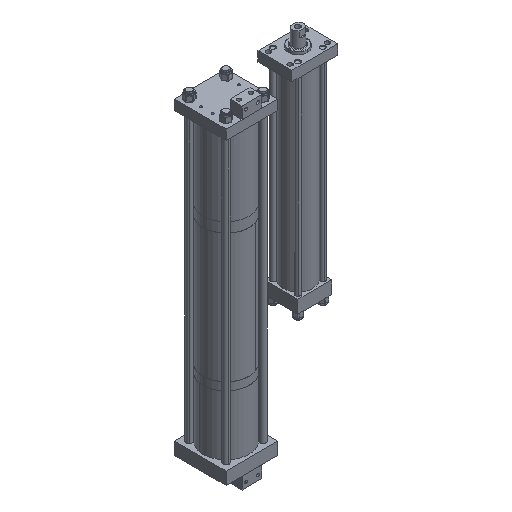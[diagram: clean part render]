
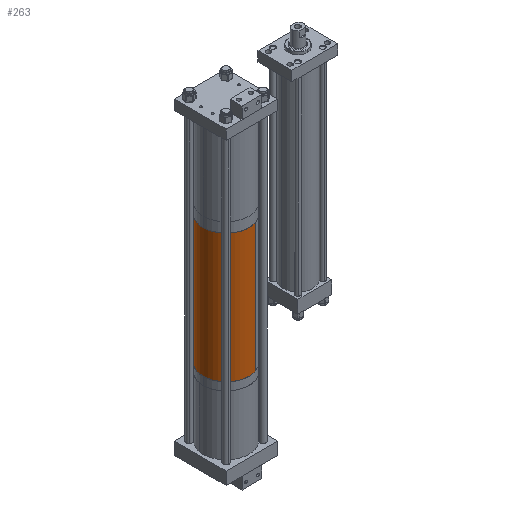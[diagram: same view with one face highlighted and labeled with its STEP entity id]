
A CAD part, isometric view. The second image highlights one B-rep face of the part: STEP entity #263.
In plain terms, the highlighted cylindrical face has radius 73.025 mm (diameter 146.05 mm), a partial arc.
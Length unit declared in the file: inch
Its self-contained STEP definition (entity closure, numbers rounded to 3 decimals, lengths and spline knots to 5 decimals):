
#263 = ADVANCED_FACE ( 'NONE', ( #6489 ), #16338, .T. ) ;
#642 = DIRECTION ( 'NONE',  ( 0., 0., 1. ) ) ;
#725 = ORIENTED_EDGE ( 'NONE', *, *, #13295, .F. ) ;
#939 = EDGE_LOOP ( 'NONE', ( #725, #12725, #15550, #3462 ) ) ;
#1072 = DIRECTION ( 'NONE',  ( 0., 0., -1. ) ) ;
#1079 = DIRECTION ( 'NONE',  ( 0., 0., -1. ) ) ;
#1777 = CARTESIAN_POINT ( 'NONE',  ( -2.875, 0., 16.132 ) ) ;
#2174 = DIRECTION ( 'NONE',  ( 0., 0., -1. ) ) ;
#3098 = CIRCLE ( 'NONE', #4734, 2.875 ) ;
#3140 = DIRECTION ( 'NONE',  ( 1., 0., 0. ) ) ;
#3462 = ORIENTED_EDGE ( 'NONE', *, *, #13266, .T. ) ;
#3588 = CARTESIAN_POINT ( 'NONE',  ( 2.875, 0., 16.132 ) ) ;
#3608 = AXIS2_PLACEMENT_3D ( 'NONE', #10816, #8401, #3140 ) ;
#4734 = AXIS2_PLACEMENT_3D ( 'NONE', #8334, #642, #8388 ) ;
#5367 = VERTEX_POINT ( 'NONE', #9805 ) ;
#5537 = EDGE_CURVE ( 'NONE', #14205, #14185, #11330, .T. ) ;
#6116 = CARTESIAN_POINT ( 'NONE',  ( -2.875, 0., 16.132 ) ) ;
#6489 = FACE_OUTER_BOUND ( 'NONE', #939, .T. ) ;
#7889 = VERTEX_POINT ( 'NONE', #9878 ) ;
#7903 = VECTOR ( 'NONE', #1079, 39.37008 ) ;
#8030 = CIRCLE ( 'NONE', #3608, 2.875 ) ;
#8334 = CARTESIAN_POINT ( 'NONE',  ( 0., 0., 0. ) ) ;
#8368 = CARTESIAN_POINT ( 'NONE',  ( 0., 0., 16.132 ) ) ;
#8388 = DIRECTION ( 'NONE',  ( 1., 0., 0. ) ) ;
#8401 = DIRECTION ( 'NONE',  ( 0., 0., 1. ) ) ;
#8735 = EDGE_CURVE ( 'NONE', #14205, #5367, #8030, .T. ) ;
#9805 = CARTESIAN_POINT ( 'NONE',  ( 2.875, 0., 16.132 ) ) ;
#9878 = CARTESIAN_POINT ( 'NONE',  ( 2.875, 0., 0. ) ) ;
#10816 = CARTESIAN_POINT ( 'NONE',  ( 0., 0., 16.132 ) ) ;
#11330 = LINE ( 'NONE', #6116, #7903 ) ;
#11868 = CARTESIAN_POINT ( 'NONE',  ( -2.875, 0., 0. ) ) ;
#12148 = AXIS2_PLACEMENT_3D ( 'NONE', #8368, #2174, #16111 ) ;
#12725 = ORIENTED_EDGE ( 'NONE', *, *, #8735, .F. ) ;
#13115 = LINE ( 'NONE', #3588, #16132 ) ;
#13266 = EDGE_CURVE ( 'NONE', #14185, #7889, #3098, .T. ) ;
#13295 = EDGE_CURVE ( 'NONE', #5367, #7889, #13115, .T. ) ;
#14185 = VERTEX_POINT ( 'NONE', #11868 ) ;
#14205 = VERTEX_POINT ( 'NONE', #1777 ) ;
#15550 = ORIENTED_EDGE ( 'NONE', *, *, #5537, .T. ) ;
#16111 = DIRECTION ( 'NONE',  ( -1., 0., 0. ) ) ;
#16132 = VECTOR ( 'NONE', #1072, 39.37008 ) ;
#16338 = CYLINDRICAL_SURFACE ( 'NONE', #12148, 2.875 ) ;
